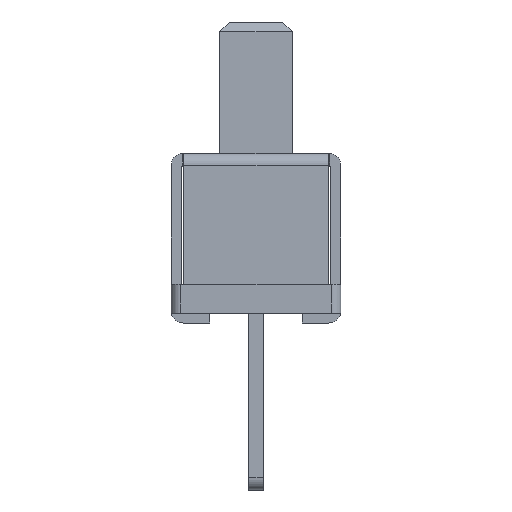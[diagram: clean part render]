
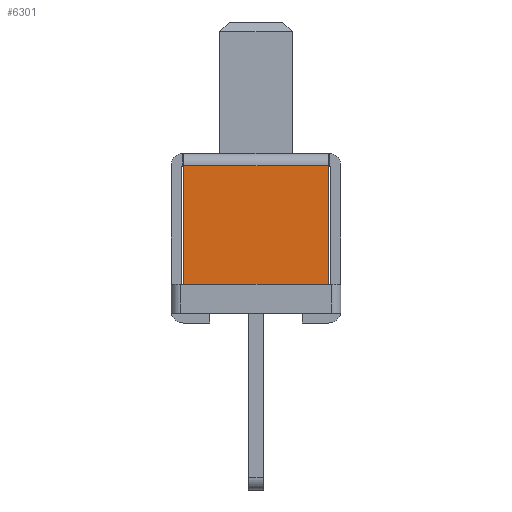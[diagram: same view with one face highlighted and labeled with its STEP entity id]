
A CAD part, left-side view. The second image highlights one B-rep face of the part: STEP entity #6301.
In plain terms, the highlighted planar face has unit normal (-1, 0, 0).
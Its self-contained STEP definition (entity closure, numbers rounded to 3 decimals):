
#1568 = PLANE('',#1569);
#1569 = AXIS2_PLACEMENT_3D('',#1570,#1571,#1572);
#1570 = CARTESIAN_POINT('',(-4.25,0.,0.499));
#1571 = DIRECTION('',(1.,0.,0.));
#1572 = DIRECTION('',(0.,0.,1.));
#1881 = VERTEX_POINT('',#1882);
#1882 = CARTESIAN_POINT('',(-4.25,-1.486,0.798));
#1927 = VERTEX_POINT('',#1928);
#1928 = CARTESIAN_POINT('',(-4.25,1.486,0.798));
#1949 = EDGE_CURVE('',#1927,#1881,#1950,.T.);
#1950 = SURFACE_CURVE('',#1951,(#1955,#1962),.PCURVE_S1.);
#1951 = LINE('',#1952,#1953);
#1952 = CARTESIAN_POINT('',(-4.25,0.125,0.798));
#1953 = VECTOR('',#1954,1.);
#1954 = DIRECTION('',(0.,-1.,0.));
#1955 = PCURVE('',#1568,#1956);
#1956 = DEFINITIONAL_REPRESENTATION('',(#1957),#1961);
#1957 = LINE('',#1958,#1959);
#1958 = CARTESIAN_POINT('',(0.299,-0.125));
#1959 = VECTOR('',#1960,1.);
#1960 = DIRECTION('',(0.,1.));
#1961 = ( GEOMETRIC_REPRESENTATION_CONTEXT(2) 
PARAMETRIC_REPRESENTATION_CONTEXT() REPRESENTATION_CONTEXT('2D SPACE',''
  ) );
#1962 = PCURVE('',#1963,#1968);
#1963 = PLANE('',#1964);
#1964 = AXIS2_PLACEMENT_3D('',#1965,#1966,#1967);
#1965 = CARTESIAN_POINT('',(-4.25,-1.75,0.));
#1966 = DIRECTION('',(1.,0.,0.));
#1967 = DIRECTION('',(0.,0.,1.));
#1968 = DEFINITIONAL_REPRESENTATION('',(#1969),#1972);
#1969 = B_SPLINE_CURVE_WITH_KNOTS('',1,(#1970,#1971),.UNSPECIFIED.,.F.,
  .F.,(2,2),(-1.375,1.625),.PIECEWISE_BEZIER_KNOTS.);
#1970 = CARTESIAN_POINT('',(0.798,-3.25));
#1971 = CARTESIAN_POINT('',(0.798,-0.25));
#1972 = ( GEOMETRIC_REPRESENTATION_CONTEXT(2) 
PARAMETRIC_REPRESENTATION_CONTEXT() REPRESENTATION_CONTEXT('2D SPACE',''
  ) );
#6074 = PLANE('',#6075);
#6075 = AXIS2_PLACEMENT_3D('',#6076,#6077,#6078);
#6076 = CARTESIAN_POINT('',(-4.384,1.486,3.648));
#6077 = DIRECTION('',(0.,-1.,0.));
#6078 = DIRECTION('',(0.,0.,-1.));
#6184 = PLANE('',#6185);
#6185 = AXIS2_PLACEMENT_3D('',#6186,#6187,#6188);
#6186 = CARTESIAN_POINT('',(-4.384,-1.486,-0.3));
#6187 = DIRECTION('',(0.,1.,0.));
#6188 = DIRECTION('',(0.,0.,1.));
#6301 = ADVANCED_FACE('',(#6302),#1963,.F.);
#6302 = FACE_BOUND('',#6303,.F.);
#6303 = EDGE_LOOP('',(#6304,#6334,#6353,#6354));
#6304 = ORIENTED_EDGE('',*,*,#6305,.F.);
#6305 = EDGE_CURVE('',#6306,#6308,#6310,.T.);
#6306 = VERTEX_POINT('',#6307);
#6307 = CARTESIAN_POINT('',(-4.25,-1.486,3.25));
#6308 = VERTEX_POINT('',#6309);
#6309 = CARTESIAN_POINT('',(-4.25,1.486,3.25));
#6310 = SURFACE_CURVE('',#6311,(#6315,#6322),.PCURVE_S1.);
#6311 = LINE('',#6312,#6313);
#6312 = CARTESIAN_POINT('',(-4.25,-1.75,3.25));
#6313 = VECTOR('',#6314,1.);
#6314 = DIRECTION('',(0.,1.,0.));
#6315 = PCURVE('',#1963,#6316);
#6316 = DEFINITIONAL_REPRESENTATION('',(#6317),#6321);
#6317 = LINE('',#6318,#6319);
#6318 = CARTESIAN_POINT('',(3.25,0.));
#6319 = VECTOR('',#6320,1.);
#6320 = DIRECTION('',(0.,-1.));
#6321 = ( GEOMETRIC_REPRESENTATION_CONTEXT(2) 
PARAMETRIC_REPRESENTATION_CONTEXT() REPRESENTATION_CONTEXT('2D SPACE',''
  ) );
#6322 = PCURVE('',#6323,#6328);
#6323 = CYLINDRICAL_SURFACE('',#6324,0.25);
#6324 = AXIS2_PLACEMENT_3D('',#6325,#6326,#6327);
#6325 = CARTESIAN_POINT('',(-4.,-1.75,3.25));
#6326 = DIRECTION('',(0.,1.,0.));
#6327 = DIRECTION('',(-1.,0.,0.));
#6328 = DEFINITIONAL_REPRESENTATION('',(#6329),#6333);
#6329 = LINE('',#6330,#6331);
#6330 = CARTESIAN_POINT('',(0.,0.));
#6331 = VECTOR('',#6332,1.);
#6332 = DIRECTION('',(0.,1.));
#6333 = ( GEOMETRIC_REPRESENTATION_CONTEXT(2) 
PARAMETRIC_REPRESENTATION_CONTEXT() REPRESENTATION_CONTEXT('2D SPACE',''
  ) );
#6334 = ORIENTED_EDGE('',*,*,#6335,.F.);
#6335 = EDGE_CURVE('',#1881,#6306,#6336,.T.);
#6336 = SURFACE_CURVE('',#6337,(#6341,#6347),.PCURVE_S1.);
#6337 = LINE('',#6338,#6339);
#6338 = CARTESIAN_POINT('',(-4.25,-1.486,-0.15));
#6339 = VECTOR('',#6340,1.);
#6340 = DIRECTION('',(0.,0.,1.));
#6341 = PCURVE('',#1963,#6342);
#6342 = DEFINITIONAL_REPRESENTATION('',(#6343),#6346);
#6343 = B_SPLINE_CURVE_WITH_KNOTS('',1,(#6344,#6345),.UNSPECIFIED.,.F.,
  .F.,(2,2),(0.948,3.4),.PIECEWISE_BEZIER_KNOTS.);
#6344 = CARTESIAN_POINT('',(0.798,-0.264));
#6345 = CARTESIAN_POINT('',(3.25,-0.264));
#6346 = ( GEOMETRIC_REPRESENTATION_CONTEXT(2) 
PARAMETRIC_REPRESENTATION_CONTEXT() REPRESENTATION_CONTEXT('2D SPACE',''
  ) );
#6347 = PCURVE('',#6184,#6348);
#6348 = DEFINITIONAL_REPRESENTATION('',(#6349),#6352);
#6349 = B_SPLINE_CURVE_WITH_KNOTS('',1,(#6350,#6351),.UNSPECIFIED.,.F.,
  .F.,(2,2),(0.948,3.4),.PIECEWISE_BEZIER_KNOTS.);
#6350 = CARTESIAN_POINT('',(1.098,0.134));
#6351 = CARTESIAN_POINT('',(3.55,0.134));
#6352 = ( GEOMETRIC_REPRESENTATION_CONTEXT(2) 
PARAMETRIC_REPRESENTATION_CONTEXT() REPRESENTATION_CONTEXT('2D SPACE',''
  ) );
#6353 = ORIENTED_EDGE('',*,*,#1949,.F.);
#6354 = ORIENTED_EDGE('',*,*,#6355,.F.);
#6355 = EDGE_CURVE('',#6308,#1927,#6356,.T.);
#6356 = SURFACE_CURVE('',#6357,(#6361,#6367),.PCURVE_S1.);
#6357 = LINE('',#6358,#6359);
#6358 = CARTESIAN_POINT('',(-4.25,1.486,1.824));
#6359 = VECTOR('',#6360,1.);
#6360 = DIRECTION('',(0.,0.,-1.));
#6361 = PCURVE('',#1963,#6362);
#6362 = DEFINITIONAL_REPRESENTATION('',(#6363),#6366);
#6363 = B_SPLINE_CURVE_WITH_KNOTS('',1,(#6364,#6365),.UNSPECIFIED.,.F.,
  .F.,(2,2),(-1.426,1.026),.PIECEWISE_BEZIER_KNOTS.);
#6364 = CARTESIAN_POINT('',(3.25,-3.236));
#6365 = CARTESIAN_POINT('',(0.798,-3.236));
#6366 = ( GEOMETRIC_REPRESENTATION_CONTEXT(2) 
PARAMETRIC_REPRESENTATION_CONTEXT() REPRESENTATION_CONTEXT('2D SPACE',''
  ) );
#6367 = PCURVE('',#6074,#6368);
#6368 = DEFINITIONAL_REPRESENTATION('',(#6369),#6372);
#6369 = B_SPLINE_CURVE_WITH_KNOTS('',1,(#6370,#6371),.UNSPECIFIED.,.F.,
  .F.,(2,2),(-1.426,1.026),.PIECEWISE_BEZIER_KNOTS.);
#6370 = CARTESIAN_POINT('',(0.398,0.134));
#6371 = CARTESIAN_POINT('',(2.85,0.134));
#6372 = ( GEOMETRIC_REPRESENTATION_CONTEXT(2) 
PARAMETRIC_REPRESENTATION_CONTEXT() REPRESENTATION_CONTEXT('2D SPACE',''
  ) );
